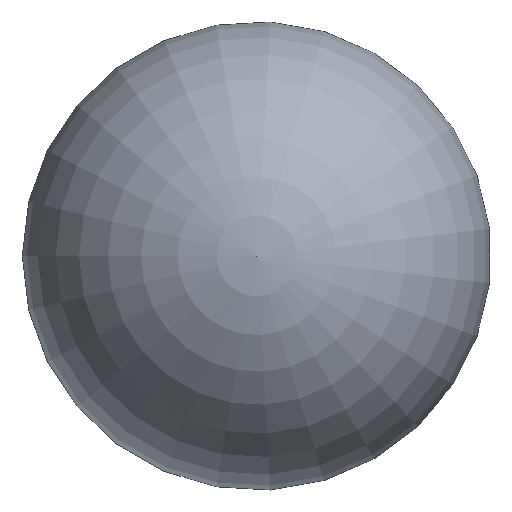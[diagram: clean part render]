
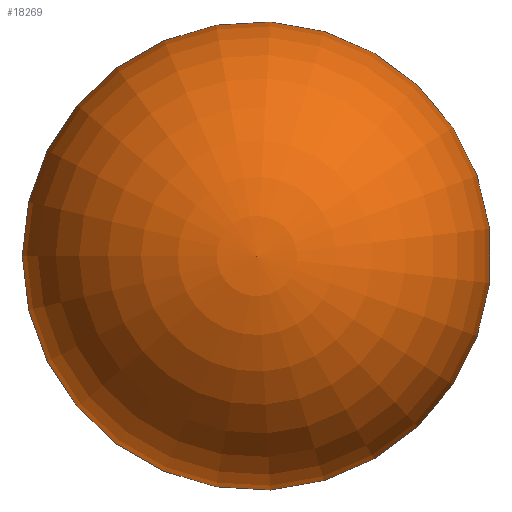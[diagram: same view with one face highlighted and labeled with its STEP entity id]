
A CAD part, front view. The second image highlights one B-rep face of the part: STEP entity #18269.
In plain terms, the highlighted toroidal (fillet/blend) face has major radius 0.472 mm and minor radius 200 mm.
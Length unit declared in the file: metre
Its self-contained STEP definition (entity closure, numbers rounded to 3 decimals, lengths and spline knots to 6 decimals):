
#364=DEGENERATE_TOROIDAL_SURFACE('',#20550,0.000472,0.2,.T.);
#379=VERTEX_LOOP('',#12999);
#616=B_SPLINE_CURVE_WITH_KNOTS('',3,(#31337,#31338,#31339,#31340,#31341,
#31342,#31343,#31344,#31345,#31346,#31347,#31348,#31349,#31350,#31351,#31352,
#31353,#31354),.UNSPECIFIED.,.F.,.F.,(4,2,2,2,2,2,2,2,4),(0.,0.001021,
0.002041,0.003062,0.004082,0.005103,
0.006124,0.007144,0.008165),
 .UNSPECIFIED.);
#621=B_SPLINE_CURVE_WITH_KNOTS('',3,(#31405,#31406,#31407,#31408,#31409,
#31410,#31411,#31412,#31413,#31414,#31415,#31416,#31417,#31418,#31419,#31420,
#31421,#31422),.UNSPECIFIED.,.F.,.F.,(4,2,2,2,2,2,2,2,4),(0.008165,
0.009186,0.010206,0.011227,0.012248,
0.013268,0.014289,0.01531,0.01633),
 .UNSPECIFIED.);
#7594=ORIENTED_EDGE('',*,*,#10733,.T.);
#7595=ORIENTED_EDGE('',*,*,#10738,.T.);
#7596=ORIENTED_EDGE('',*,*,#10718,.T.);
#10718=EDGE_CURVE('',#12905,#12906,#14153,.T.);
#10733=EDGE_CURVE('',#12906,#12918,#616,.T.);
#10738=EDGE_CURVE('',#12918,#12905,#621,.T.);
#12905=VERTEX_POINT('',#31250);
#12906=VERTEX_POINT('',#31251);
#12918=VERTEX_POINT('',#31355);
#12999=VERTEX_POINT('',#32275);
#14153=CIRCLE('',#20411,0.034986);
#15446=EDGE_LOOP('',(#7594,#7595,#7596));
#16719=FACE_BOUND('',#15446,.T.);
#16720=FACE_BOUND('',#379,.T.);
#18269=ADVANCED_FACE('',(#16719,#16720),#364,.T.);
#20411=AXIS2_PLACEMENT_3D('',#31249,#24663,#24664);
#20550=AXIS2_PLACEMENT_3D('',#32274,#25007,#25008);
#24663=DIRECTION('',(0.,0.,-1.));
#24664=DIRECTION('',(1.,0.,0.));
#25007=DIRECTION('',(0.,0.,1.));
#25008=DIRECTION('',(1.,0.,0.));
#31249=CARTESIAN_POINT('',(0.,0.,-0.0425));
#31250=CARTESIAN_POINT('',(0.034553,-0.005488,-0.0425));
#31251=CARTESIAN_POINT('',(0.034553,0.005488,-0.0425));
#31337=CARTESIAN_POINT('',(0.034553,0.005488,-0.0425));
#31338=CARTESIAN_POINT('',(0.034215,0.005455,-0.042559));
#31339=CARTESIAN_POINT('',(0.033886,0.005392,-0.042617));
#31340=CARTESIAN_POINT('',(0.03324,0.005206,-0.04273));
#31341=CARTESIAN_POINT('',(0.032922,0.005082,-0.042786));
#31342=CARTESIAN_POINT('',(0.03232,0.004781,-0.042892));
#31343=CARTESIAN_POINT('',(0.032034,0.004604,-0.042942));
#31344=CARTESIAN_POINT('',(0.031497,0.004199,-0.043036));
#31345=CARTESIAN_POINT('',(0.031243,0.003967,-0.04308));
#31346=CARTESIAN_POINT('',(0.030787,0.003468,-0.04316));
#31347=CARTESIAN_POINT('',(0.030583,0.003199,-0.043196));
#31348=CARTESIAN_POINT('',(0.030225,0.002623,-0.043258));
#31349=CARTESIAN_POINT('',(0.03007,0.002314,-0.043285));
#31350=CARTESIAN_POINT('',(0.029824,0.001681,-0.043328));
#31351=CARTESIAN_POINT('',(0.029731,0.001354,-0.043344));
#31352=CARTESIAN_POINT('',(0.029604,0.000679,-0.043367));
#31353=CARTESIAN_POINT('',(0.029573,0.000339,-0.043372));
#31354=CARTESIAN_POINT('',(0.029573,0.,-0.043372));
#31355=CARTESIAN_POINT('',(0.029573,0.,-0.043372));
#31405=CARTESIAN_POINT('',(0.029573,0.,-0.043372));
#31406=CARTESIAN_POINT('',(0.029573,-0.000339,-0.043372));
#31407=CARTESIAN_POINT('',(0.029604,-0.000681,-0.043367));
#31408=CARTESIAN_POINT('',(0.029731,-0.001355,-0.043344));
#31409=CARTESIAN_POINT('',(0.029824,-0.001681,-0.043328));
#31410=CARTESIAN_POINT('',(0.03007,-0.002313,-0.043285));
#31411=CARTESIAN_POINT('',(0.030224,-0.002622,-0.043258));
#31412=CARTESIAN_POINT('',(0.030583,-0.003199,-0.043196));
#31413=CARTESIAN_POINT('',(0.030786,-0.003468,-0.04316));
#31414=CARTESIAN_POINT('',(0.031242,-0.003967,-0.04308));
#31415=CARTESIAN_POINT('',(0.031497,-0.004199,-0.043036));
#31416=CARTESIAN_POINT('',(0.032034,-0.004604,-0.042942));
#31417=CARTESIAN_POINT('',(0.03232,-0.004781,-0.042892));
#31418=CARTESIAN_POINT('',(0.032924,-0.005083,-0.042786));
#31419=CARTESIAN_POINT('',(0.033241,-0.005206,-0.04273));
#31420=CARTESIAN_POINT('',(0.033886,-0.005392,-0.042617));
#31421=CARTESIAN_POINT('',(0.034215,-0.005455,-0.042559));
#31422=CARTESIAN_POINT('',(0.034553,-0.005488,-0.0425));
#32274=CARTESIAN_POINT('',(0.,0.,0.154499));
#32275=CARTESIAN_POINT('',(0.,0.,-0.0455));
